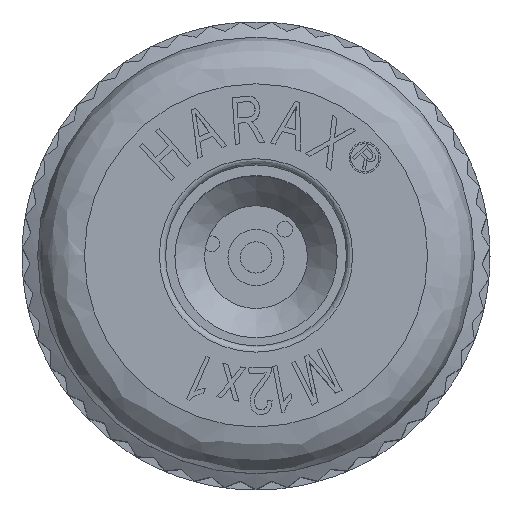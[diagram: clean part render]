
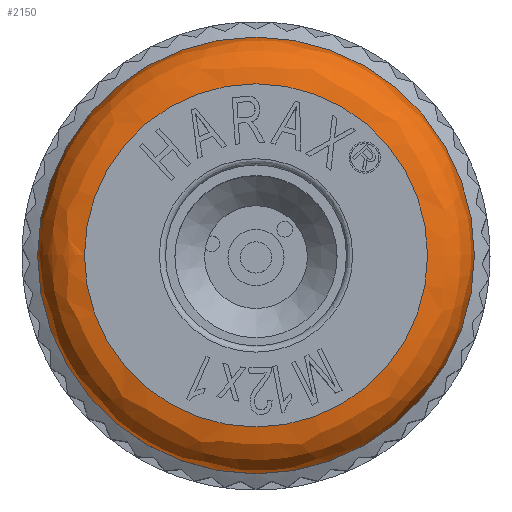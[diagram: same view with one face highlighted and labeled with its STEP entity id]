
A CAD part, top view. The second image highlights one B-rep face of the part: STEP entity #2150.
In plain terms, the highlighted free-form (B-spline) face has degree [2, 2] with [5, 7] control points.
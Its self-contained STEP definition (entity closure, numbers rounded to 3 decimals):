
#110=(
BOUNDED_SURFACE()
B_SPLINE_SURFACE(2,2,((#10800,#10801,#10802,#10803,#10804,#10805,#10806),
(#10807,#10808,#10809,#10810,#10811,#10812,#10813),(#10814,#10815,#10816,
#10817,#10818,#10819,#10820),(#10821,#10822,#10823,#10824,#10825,#10826,
#10827),(#10828,#10829,#10830,#10831,#10832,#10833,#10834)),
 .UNSPECIFIED.,.F.,.T.,.F.)
B_SPLINE_SURFACE_WITH_KNOTS((3,2,3),(1,2,2,2,2,1),(0.,0.5,1.),(-0.333,
0.,0.333,0.667,1.,1.333),
 .UNSPECIFIED.)
GEOMETRIC_REPRESENTATION_ITEM()
RATIONAL_B_SPLINE_SURFACE(((1.,0.5,1.,0.5,1.,0.5,1.),(0.854,
0.427,0.854,0.427,0.854,
0.427,0.854),(0.854,0.427,
0.854,0.427,0.854,0.427,
0.854),(0.854,0.427,0.854,
0.427,0.854,0.427,0.854),
(1.,0.5,1.,0.5,1.,0.5,1.)))
REPRESENTATION_ITEM('')
SURFACE()
);
#2150=ADVANCED_FACE('',(#2642,#2643),#110,.T.);
#2642=FACE_BOUND('',#2773,.T.);
#2643=FACE_BOUND('',#2774,.T.);
#2773=EDGE_LOOP('',(#3524));
#2774=EDGE_LOOP('',(#3525));
#3524=ORIENTED_EDGE('',*,*,#6267,.F.);
#3525=ORIENTED_EDGE('',*,*,#6159,.F.);
#5476=VERTEX_POINT('',#10116);
#5581=VERTEX_POINT('',#10798);
#6159=EDGE_CURVE('',#5476,#5476,#7084,.T.);
#6267=EDGE_CURVE('',#5581,#5581,#7095,.T.);
#7084=CIRCLE('',#7303,5.5);
#7095=CIRCLE('',#7320,7.);
#7303=AXIS2_PLACEMENT_3D('',#10115,#7938,#7939);
#7320=AXIS2_PLACEMENT_3D('',#10797,#7978,#7979);
#7938=DIRECTION('',(0.,0.,1.));
#7939=DIRECTION('',(-1.,0.,0.));
#7978=DIRECTION('',(0.,0.,-1.));
#7979=DIRECTION('',(-1.,0.,0.));
#10115=CARTESIAN_POINT('',(19.016,167.261,38.5));
#10116=CARTESIAN_POINT('',(13.516,167.261,38.5));
#10797=CARTESIAN_POINT('',(19.016,167.261,37.));
#10798=CARTESIAN_POINT('',(12.016,167.261,37.));
#10800=CARTESIAN_POINT('',(12.016,167.261,37.));
#10801=CARTESIAN_POINT('',(12.016,179.385,37.));
#10802=CARTESIAN_POINT('',(22.516,173.323,37.));
#10803=CARTESIAN_POINT('',(33.016,167.261,37.));
#10804=CARTESIAN_POINT('',(22.516,161.199,37.));
#10805=CARTESIAN_POINT('',(12.016,155.137,37.));
#10806=CARTESIAN_POINT('',(12.016,167.261,37.));
#10807=CARTESIAN_POINT('',(12.016,167.261,37.621));
#10808=CARTESIAN_POINT('',(12.016,179.385,37.621));
#10809=CARTESIAN_POINT('',(22.516,173.323,37.621));
#10810=CARTESIAN_POINT('',(33.016,167.261,37.621));
#10811=CARTESIAN_POINT('',(22.516,161.199,37.621));
#10812=CARTESIAN_POINT('',(12.016,155.137,37.621));
#10813=CARTESIAN_POINT('',(12.016,167.261,37.621));
#10814=CARTESIAN_POINT('',(12.456,167.261,38.061));
#10815=CARTESIAN_POINT('',(12.456,178.624,38.061));
#10816=CARTESIAN_POINT('',(22.297,172.943,38.061));
#10817=CARTESIAN_POINT('',(32.138,167.261,38.061));
#10818=CARTESIAN_POINT('',(22.297,161.579,38.061));
#10819=CARTESIAN_POINT('',(12.456,155.898,38.061));
#10820=CARTESIAN_POINT('',(12.456,167.261,38.061));
#10821=CARTESIAN_POINT('',(12.895,167.261,38.5));
#10822=CARTESIAN_POINT('',(12.895,177.863,38.5));
#10823=CARTESIAN_POINT('',(22.077,172.562,38.5));
#10824=CARTESIAN_POINT('',(31.259,167.261,38.5));
#10825=CARTESIAN_POINT('',(22.077,161.96,38.5));
#10826=CARTESIAN_POINT('',(12.895,156.659,38.5));
#10827=CARTESIAN_POINT('',(12.895,167.261,38.5));
#10828=CARTESIAN_POINT('',(13.516,167.261,38.5));
#10829=CARTESIAN_POINT('',(13.516,176.787,38.5));
#10830=CARTESIAN_POINT('',(21.766,172.024,38.5));
#10831=CARTESIAN_POINT('',(30.016,167.261,38.5));
#10832=CARTESIAN_POINT('',(21.766,162.498,38.5));
#10833=CARTESIAN_POINT('',(13.516,157.735,38.5));
#10834=CARTESIAN_POINT('',(13.516,167.261,38.5));
